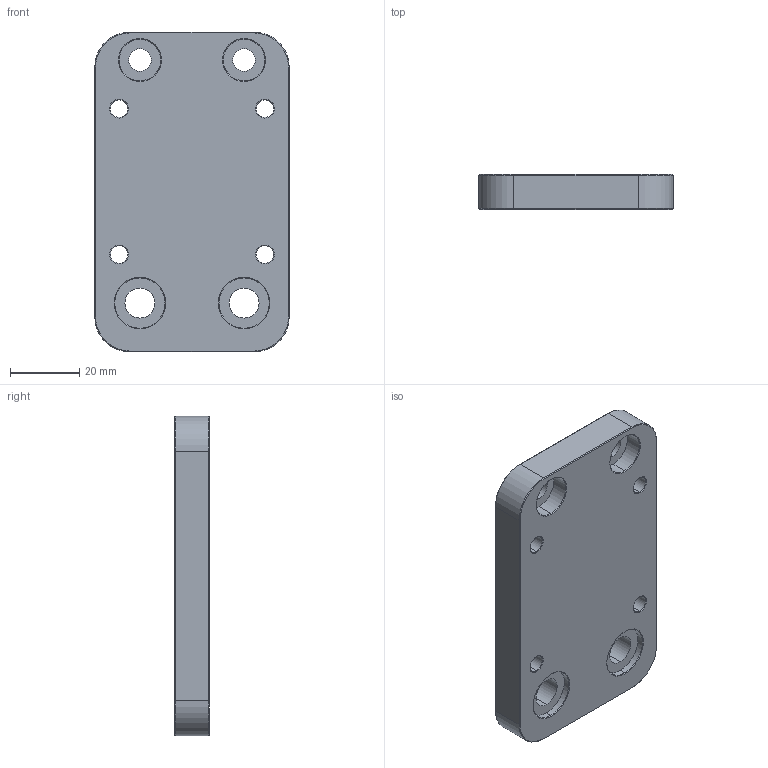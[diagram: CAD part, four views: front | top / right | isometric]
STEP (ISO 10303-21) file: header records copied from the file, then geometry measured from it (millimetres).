
FILE_DESCRIPTION (( 'STEP AP203' ), '1' );
FILE_NAME ('腦鎮謫40F_蛌諉啣_4璃.STEP', '2025-01-04T06:49:07', ( 'Leo' ), ( '' ), 'SwSTEP 2.0', 'SolidWorks 2022', '' );
FILE_SCHEMA (( 'CONFIG_CONTROL_DESIGN' ));
Length unit declared in the file: millimetre
Products named in the file (1): 福马轮40F_转接板_4件
Bounding box: 56 x 10 x 92 mm (x, y, z)
Volume: 46804.5 mm3; surface area: 14112.5 mm2
Topology: 1 solids, 1 shells, 86 faces, 192 edges, 112 vertices
Faces by surface type: cone 40, cylinder 28, plane 18
Entity records: 2477 total; most frequent: DIRECTION 462, CARTESIAN_POINT 391, ORIENTED_EDGE 384, EDGE_CURVE 192, AXIS2_PLACEMENT_3D 183, VERTEX_POINT 112, EDGE_LOOP 106, VECTOR 96
